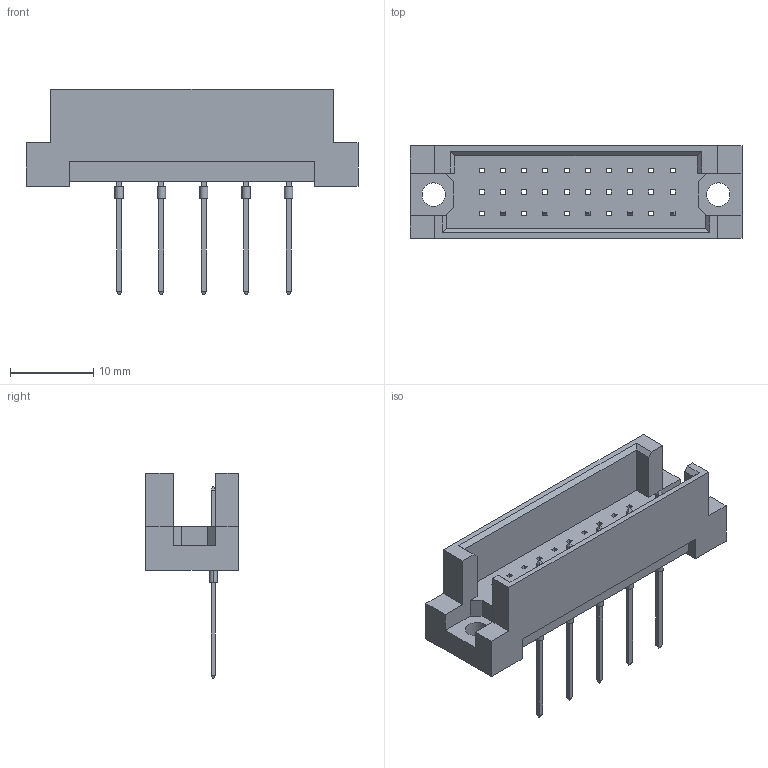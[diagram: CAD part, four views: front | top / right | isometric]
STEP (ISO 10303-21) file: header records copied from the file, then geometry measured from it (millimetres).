
FILE_DESCRIPTION (( 'STEP AP203' ), '1' );
FILE_NAME ('493-105-280-121.STEP', '2019-11-11T17:55:06', ( '' ), ( '' ), 'SwSTEP 2.0', 'SolidWorks 2020', '' );
FILE_SCHEMA (( 'CONFIG_CONTROL_DESIGN' ));
Length unit declared in the file: millimetre
Products named in the file (3): 493 Part_30; 493-105-280-121; 493-290_80
Assembly tree (6 placements, depth 2):
  493-105-280-121
    493 Part_30
    493-290_80  x5
Bounding box: 39.8 x 11.1 x 24.6 mm (x, y, z)
Volume: 2410.7 mm3; surface area: 3000.8 mm2
Topology: 6 solids, 6 shells, 282 faces, 736 edges, 476 vertices
Faces by surface type: plane 268, cylinder 14
Entity records: 6733 total; most frequent: CARTESIAN_POINT 1119, ORIENTED_EDGE 1104, DIRECTION 970, EDGE_CURVE 552, LINE 540, VECTOR 540, VERTEX_POINT 364, EDGE_LOOP 260
